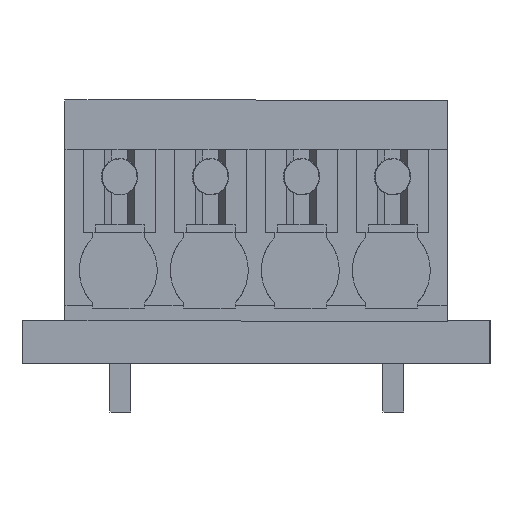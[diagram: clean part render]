
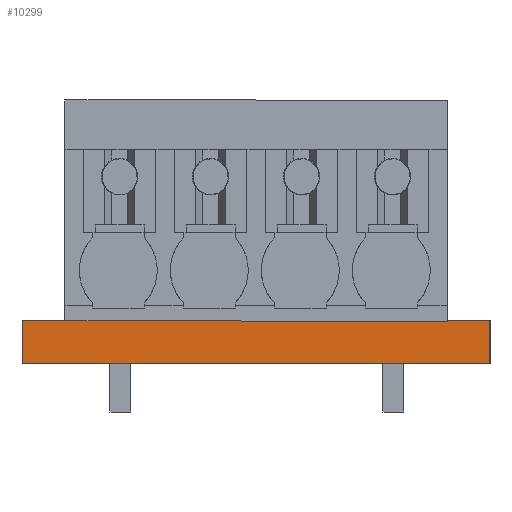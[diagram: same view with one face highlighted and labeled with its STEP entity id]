
A CAD part, left-side view. The second image highlights one B-rep face of the part: STEP entity #10299.
In plain terms, the highlighted free-form (B-spline) face has degree [1, 1] with [2, 2] control points.
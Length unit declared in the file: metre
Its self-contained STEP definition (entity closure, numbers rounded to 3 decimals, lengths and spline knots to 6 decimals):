
#715=LINE('',#15810,#1833);
#894=LINE('',#16615,#2012);
#898=LINE('',#16623,#2016);
#899=LINE('',#16628,#2017);
#900=LINE('',#16630,#2018);
#901=LINE('',#16632,#2019);
#1833=VECTOR('',#12821,1.);
#2012=VECTOR('',#13120,1.);
#2016=VECTOR('',#13124,1.);
#2017=VECTOR('',#13125,1.);
#2018=VECTOR('',#13126,1.);
#2019=VECTOR('',#13127,1.);
#2695=B_SPLINE_SURFACE_WITH_KNOTS('',1,1,((#16624,#16625),(#16626,#16627)),
 .PLANE_SURF.,.F.,.F.,.F.,(2,2),(2,2),(0.,1.),(0.,1.),.UNSPECIFIED.);
#4415=ORIENTED_EDGE('',*,*,#6734,.T.);
#4416=ORIENTED_EDGE('',*,*,#6495,.F.);
#4417=ORIENTED_EDGE('',*,*,#6738,.T.);
#4418=ORIENTED_EDGE('',*,*,#6739,.F.);
#4419=ORIENTED_EDGE('',*,*,#6740,.F.);
#4420=ORIENTED_EDGE('',*,*,#6741,.T.);
#6495=EDGE_CURVE('',#7654,#7617,#715,.T.);
#6734=EDGE_CURVE('',#8009,#7617,#894,.T.);
#6738=EDGE_CURVE('',#7654,#8012,#898,.T.);
#6739=EDGE_CURVE('',#8013,#8012,#899,.T.);
#6740=EDGE_CURVE('',#8014,#8013,#900,.T.);
#6741=EDGE_CURVE('',#8014,#8009,#901,.T.);
#7617=VERTEX_POINT('',#14703);
#7654=VERTEX_POINT('',#14840);
#8009=VERTEX_POINT('',#16616);
#8012=VERTEX_POINT('',#16622);
#8013=VERTEX_POINT('',#16629);
#8014=VERTEX_POINT('',#16631);
#9078=EDGE_LOOP('',(#4415,#4416,#4417,#4418,#4419,#4420));
#9626=FACE_BOUND('',#9078,.T.);
#10299=ADVANCED_FACE('',(#9626),#2695,.T.);
#12821=DIRECTION('',(0.,-1.,0.));
#13120=DIRECTION('',(0.,1.,0.));
#13124=DIRECTION('',(0.,1.,0.));
#13125=DIRECTION('',(0.,0.,1.));
#13126=DIRECTION('',(0.,1.,0.));
#13127=DIRECTION('',(0.,0.,1.));
#14703=CARTESIAN_POINT('',(0.086,-0.107353,0.001655));
#14840=CARTESIAN_POINT('',(0.086,-0.092653,0.001655));
#15810=CARTESIAN_POINT('',(0.086,-0.089153,0.00165));
#16615=CARTESIAN_POINT('',(0.086,-0.1,0.00166));
#16616=CARTESIAN_POINT('',(0.086,-0.109,0.00166));
#16622=CARTESIAN_POINT('',(0.086,-0.091,0.00166));
#16623=CARTESIAN_POINT('',(0.086,-0.1,0.00166));
#16624=CARTESIAN_POINT('',(0.086,-0.109,0.00166));
#16625=CARTESIAN_POINT('',(0.086,-0.109,0.));
#16626=CARTESIAN_POINT('',(0.086,-0.091,0.00166));
#16627=CARTESIAN_POINT('',(0.086,-0.091,0.));
#16628=CARTESIAN_POINT('',(0.086,-0.091,0.));
#16629=CARTESIAN_POINT('',(0.086,-0.091,0.));
#16630=CARTESIAN_POINT('',(0.086,-0.109,0.));
#16631=CARTESIAN_POINT('',(0.086,-0.109,0.));
#16632=CARTESIAN_POINT('',(0.086,-0.109,0.));
